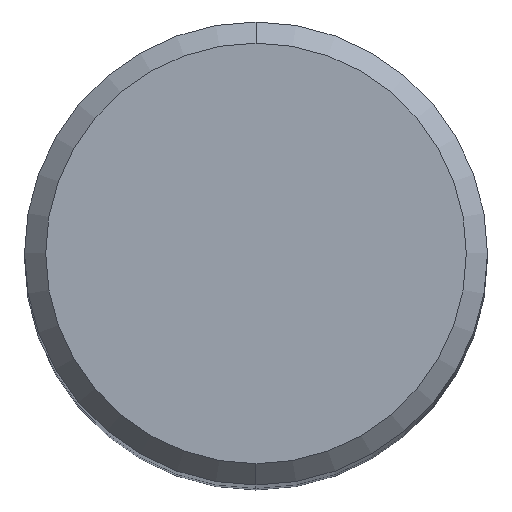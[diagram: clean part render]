
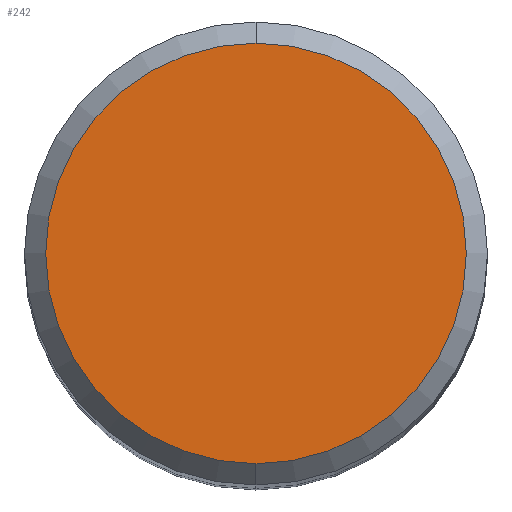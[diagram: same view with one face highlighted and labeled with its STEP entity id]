
A CAD part, top view. The second image highlights one B-rep face of the part: STEP entity #242.
In plain terms, the highlighted planar face has unit normal (0, 0, 1).
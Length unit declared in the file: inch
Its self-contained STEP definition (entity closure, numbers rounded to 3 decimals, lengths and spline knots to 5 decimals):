
#2 = DIRECTION ( 'NONE',  ( 0., 0., -1. ) ) ;
#61 = DIRECTION ( 'NONE',  ( 0., 0., 1. ) ) ;
#85 = ORIENTED_EDGE ( 'NONE', *, *, #292, .T. ) ;
#89 = EDGE_CURVE ( 'NONE', #203, #349, #149, .T. ) ;
#123 = PLANE ( 'NONE',  #124 ) ;
#124 = AXIS2_PLACEMENT_3D ( 'NONE', #283, #2, #161 ) ;
#137 = CARTESIAN_POINT ( 'NONE',  ( 0., -0.19875, 0. ) ) ;
#149 = CIRCLE ( 'NONE', #367, 0.19875 ) ;
#161 = DIRECTION ( 'NONE',  ( 0., 1., 0. ) ) ;
#185 = AXIS2_PLACEMENT_3D ( 'NONE', #295, #197, #396 ) ;
#197 = DIRECTION ( 'NONE',  ( 0., 0., 1. ) ) ;
#203 = VERTEX_POINT ( 'NONE', #318 ) ;
#242 = ADVANCED_FACE ( 'NONE', ( #278 ), #123, .F. ) ;
#267 = ORIENTED_EDGE ( 'NONE', *, *, #89, .T. ) ;
#278 = FACE_OUTER_BOUND ( 'NONE', #403, .T. ) ;
#283 = CARTESIAN_POINT ( 'NONE',  ( 0., 0.19875, 0. ) ) ;
#292 = EDGE_CURVE ( 'NONE', #349, #203, #398, .T. ) ;
#295 = CARTESIAN_POINT ( 'NONE',  ( 0., 0., 0. ) ) ;
#318 = CARTESIAN_POINT ( 'NONE',  ( 0., 0.19875, 0. ) ) ;
#337 = CARTESIAN_POINT ( 'NONE',  ( 0., 0., 0. ) ) ;
#349 = VERTEX_POINT ( 'NONE', #137 ) ;
#367 = AXIS2_PLACEMENT_3D ( 'NONE', #337, #61, #376 ) ;
#376 = DIRECTION ( 'NONE',  ( 0., -1., 0. ) ) ;
#396 = DIRECTION ( 'NONE',  ( 0., -1., 0. ) ) ;
#398 = CIRCLE ( 'NONE', #185, 0.19875 ) ;
#403 = EDGE_LOOP ( 'NONE', ( #267, #85 ) ) ;
